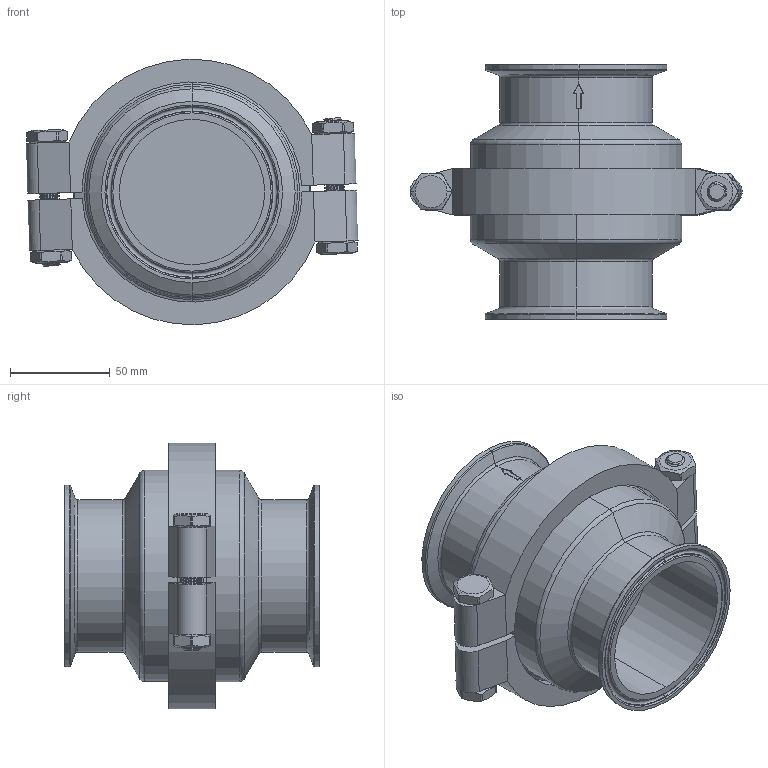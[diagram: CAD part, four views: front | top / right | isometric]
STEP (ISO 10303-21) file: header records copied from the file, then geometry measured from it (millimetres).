
FILE_DESCRIPTION (( 'STEP AP203' ), '1' );
FILE_NAME ('SVC-300-TC.STEP', '2017-06-08T13:51:52', ( '' ), ( '' ), 'SwSTEP 2.0', 'SolidWorks 2014', '' );
FILE_SCHEMA (( 'CONFIG_CONTROL_DESIGN' ));
Length unit declared in the file: inch
Products named in the file (2): SVC-300-TC
Bounding box: 166.52 x 127.77 x 133.14 mm (x, y, z)
Volume: 627124.8 mm3; surface area: 116958.5 mm2
Topology: 2 solids, 2 shells, 288 faces, 708 edges, 439 vertices
Faces by surface type: cylinder 99, cone 81, plane 68, torus 36, bspline 4
Entity records: 9759 total; most frequent: CARTESIAN_POINT 2949, ORIENTED_EDGE 1416, DIRECTION 1415, EDGE_CURVE 708, AXIS2_PLACEMENT_3D 592, VERTEX_POINT 439, CIRCLE 306, EDGE_LOOP 305
